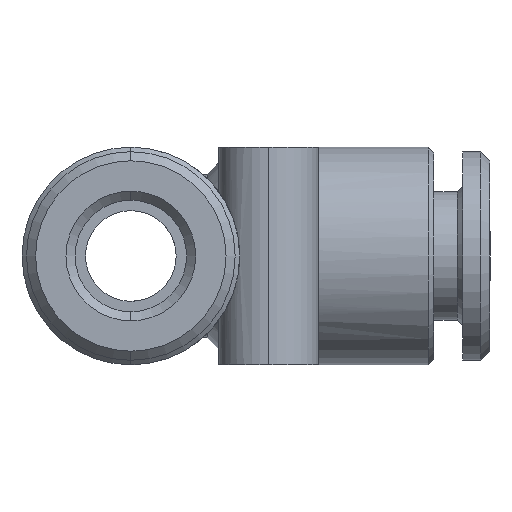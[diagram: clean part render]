
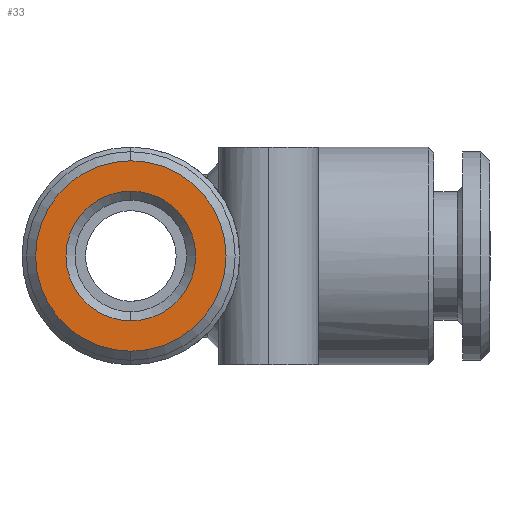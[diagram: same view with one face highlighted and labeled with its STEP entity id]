
A CAD part, left-side view. The second image highlights one B-rep face of the part: STEP entity #33.
In plain terms, the highlighted planar face has unit normal (-1, 0, 0).
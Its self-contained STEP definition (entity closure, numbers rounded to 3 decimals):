
#1 = EDGE_LOOP ( 'NONE', ( #3, #104 ) ) ;
#3 = ORIENTED_EDGE ( 'NONE', *, *, #284, .F. ) ;
#4 = EDGE_LOOP ( 'NONE', ( #31, #105 ) ) ;
#31 = ORIENTED_EDGE ( 'NONE', *, *, #286, .T. ) ;
#33 = ADVANCED_FACE ( 'NONE', ( #1004, #1014 ), #1144, .F. ) ;
#83 = EDGE_CURVE ( 'NONE', #269, #297, #1132, .T. ) ;
#104 = ORIENTED_EDGE ( 'NONE', *, *, #195, .F. ) ;
#105 = ORIENTED_EDGE ( 'NONE', *, *, #83, .T. ) ;
#138 = VERTEX_POINT ( 'NONE', #1193 ) ;
#139 = VERTEX_POINT ( 'NONE', #1231 ) ;
#195 = EDGE_CURVE ( 'NONE', #139, #138, #1393, .T. ) ;
#269 = VERTEX_POINT ( 'NONE', #1540 ) ;
#284 = EDGE_CURVE ( 'NONE', #138, #139, #1566, .T. ) ;
#286 = EDGE_CURVE ( 'NONE', #297, #269, #1686, .T. ) ;
#297 = VERTEX_POINT ( 'NONE', #1635 ) ;
#1004 = FACE_OUTER_BOUND ( 'NONE', #1, .T. ) ;
#1005 = CARTESIAN_POINT ( 'NONE',  ( -19.8, 0., 0. ) ) ;
#1014 = FACE_BOUND ( 'NONE', #4, .T. ) ;
#1026 = AXIS2_PLACEMENT_3D ( 'NONE', #1088, #1046, #1047 ) ;
#1046 = DIRECTION ( 'NONE',  ( 1., 0., 0. ) ) ;
#1047 = DIRECTION ( 'NONE',  ( 0., 0., -1. ) ) ;
#1088 = CARTESIAN_POINT ( 'NONE',  ( -19.8, -5.25, 0. ) ) ;
#1129 = DIRECTION ( 'NONE',  ( 0., 0., -1. ) ) ;
#1130 = DIRECTION ( 'NONE',  ( 1., 0., 0. ) ) ;
#1131 = AXIS2_PLACEMENT_3D ( 'NONE', #1005, #1130, #1129 ) ;
#1132 = CIRCLE ( 'NONE', #1131, 3.575 ) ;
#1144 = PLANE ( 'NONE',  #1026 ) ;
#1193 = CARTESIAN_POINT ( 'NONE',  ( -19.8, 0., -5.25 ) ) ;
#1231 = CARTESIAN_POINT ( 'NONE',  ( -19.8, 0., 5.25 ) ) ;
#1392 = AXIS2_PLACEMENT_3D ( 'NONE', #1395, #1394, #1402 ) ;
#1393 = CIRCLE ( 'NONE', #1392, 5.25 ) ;
#1394 = DIRECTION ( 'NONE',  ( 1., 0., 0. ) ) ;
#1395 = CARTESIAN_POINT ( 'NONE',  ( -19.8, 0., 0. ) ) ;
#1402 = DIRECTION ( 'NONE',  ( 0., 0., -1. ) ) ;
#1540 = CARTESIAN_POINT ( 'NONE',  ( -19.8, 0., -3.575 ) ) ;
#1566 = CIRCLE ( 'NONE', #1682, 5.25 ) ;
#1588 = DIRECTION ( 'NONE',  ( 0., 0., -1. ) ) ;
#1595 = CARTESIAN_POINT ( 'NONE',  ( -19.8, 0., 0. ) ) ;
#1596 = DIRECTION ( 'NONE',  ( 1., 0., 0. ) ) ;
#1635 = CARTESIAN_POINT ( 'NONE',  ( -19.8, 0., 3.575 ) ) ;
#1637 = DIRECTION ( 'NONE',  ( 0., 0., -1. ) ) ;
#1674 = DIRECTION ( 'NONE',  ( 1., 0., 0. ) ) ;
#1675 = CARTESIAN_POINT ( 'NONE',  ( -19.8, 0., 0. ) ) ;
#1677 = AXIS2_PLACEMENT_3D ( 'NONE', #1595, #1674, #1588 ) ;
#1682 = AXIS2_PLACEMENT_3D ( 'NONE', #1675, #1596, #1637 ) ;
#1686 = CIRCLE ( 'NONE', #1677, 3.575 ) ;
